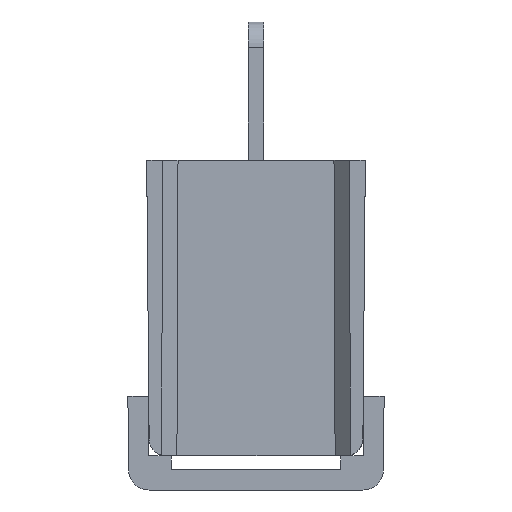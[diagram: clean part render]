
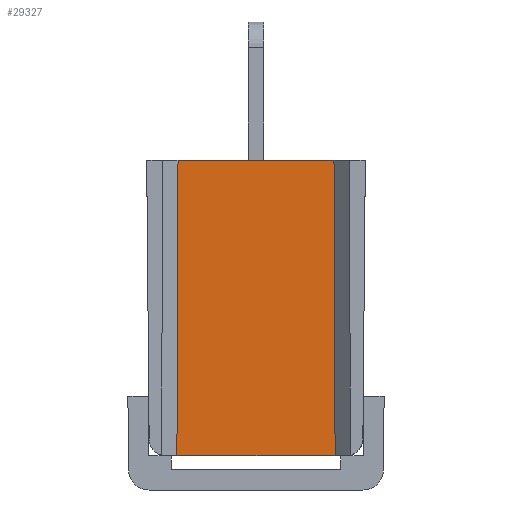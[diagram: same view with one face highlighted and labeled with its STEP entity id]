
A CAD part, front view. The second image highlights one B-rep face of the part: STEP entity #29327.
In plain terms, the highlighted planar face has unit normal (0, -1, -0.009).
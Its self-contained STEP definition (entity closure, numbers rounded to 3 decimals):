
#2514=DIRECTION('',(0.004,-0.009,1.));
#2515=VECTOR('',#2514,17.301);
#2516=CARTESIAN_POINT('',(-4.63,-14.729,-17.3));
#2517=LINE('',#2516,#2515);
#2518=DIRECTION('',(1.,0.,0.));
#2519=VECTOR('',#2518,9.132);
#2520=CARTESIAN_POINT('',(-4.566,-14.88,
0.));
#2521=LINE('',#2520,#2519);
#2522=DIRECTION('',(0.004,0.009,-1.));
#2523=VECTOR('',#2522,17.301);
#2524=CARTESIAN_POINT('',(4.566,-14.88,
0.));
#2525=LINE('',#2524,#2523);
#2526=DIRECTION('',(-1.,0.,0.));
#2527=VECTOR('',#2526,9.26);
#2528=CARTESIAN_POINT('',(4.63,-14.729,-17.3));
#2529=LINE('',#2528,#2527);
#23889=CARTESIAN_POINT('',(4.566,-14.88,
0.));
#23891=VERTEX_POINT('',#23889);
#23892=CARTESIAN_POINT('',(-4.566,-14.88,
0.));
#23894=VERTEX_POINT('',#23892);
#25615=CARTESIAN_POINT('',(-4.63,-14.729,-17.3));
#25616=VERTEX_POINT('',#25615);
#25617=CARTESIAN_POINT('',(4.63,-14.729,-17.3));
#25618=VERTEX_POINT('',#25617);
#29316=CARTESIAN_POINT('',(0.,-14.805,-8.65));
#29317=DIRECTION('',(0.,1.,0.009));
#29318=DIRECTION('',(1.,0.,0.));
#29319=AXIS2_PLACEMENT_3D('',#29316,#29317,#29318);
#29320=PLANE('',#29319);
#29321=ORIENTED_EDGE('',*,*,#26828,.T.);
#29322=ORIENTED_EDGE('',*,*,#25823,.T.);
#29323=ORIENTED_EDGE('',*,*,#29308,.T.);
#29324=ORIENTED_EDGE('',*,*,#26843,.T.);
#29325=EDGE_LOOP('',(#29321,#29322,#29323,#29324));
#29326=FACE_OUTER_BOUND('',#29325,.F.);
#25823=EDGE_CURVE('',#23894,#23891,#2521,.T.);
#26828=EDGE_CURVE('',#25616,#23894,#2517,.T.);
#26843=EDGE_CURVE('',#25618,#25616,#2529,.T.);
#29308=EDGE_CURVE('',#23891,#25618,#2525,.T.);
#29327=ADVANCED_FACE('',(#29326),#29320,.F.);
